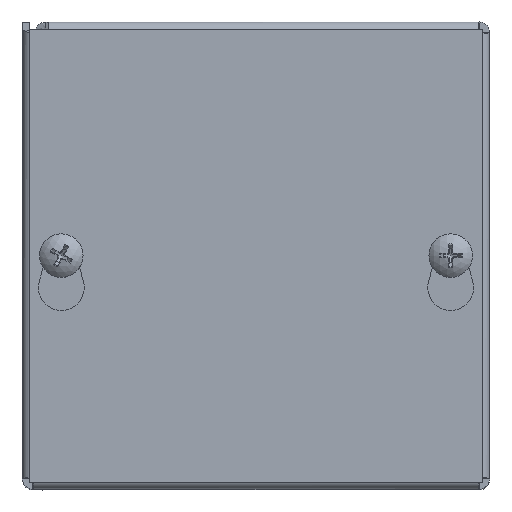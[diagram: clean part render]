
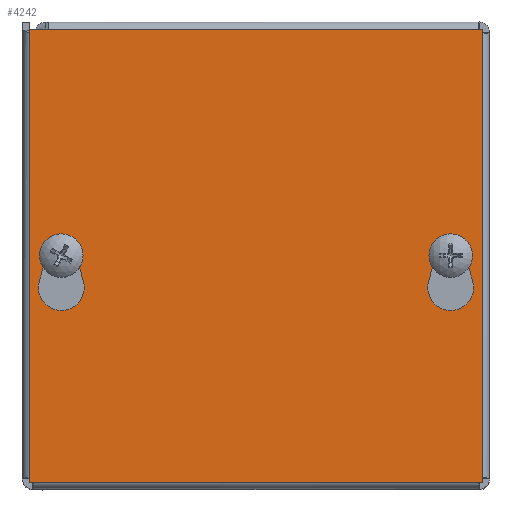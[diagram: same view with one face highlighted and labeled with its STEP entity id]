
A CAD part, top view. The second image highlights one B-rep face of the part: STEP entity #4242.
In plain terms, the highlighted planar face has unit normal (0, 0, 1).
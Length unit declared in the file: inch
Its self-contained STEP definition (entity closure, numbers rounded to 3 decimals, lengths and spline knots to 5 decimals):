
#566=LINE($,#7771,#901);
#570=LINE($,#7781,#905);
#573=LINE($,#7789,#908);
#577=LINE($,#7801,#912);
#579=LINE($,#7809,#914);
#583=LINE($,#7817,#918);
#586=LINE($,#7823,#921);
#589=LINE($,#7828,#924);
#901=VECTOR($,#5415,0.26996);
#905=VECTOR($,#5427,0.26996);
#908=VECTOR($,#5432,0.26996);
#912=VECTOR($,#5444,0.26996);
#914=VECTOR($,#5454,4.);
#918=VECTOR($,#5460,4.);
#921=VECTOR($,#5465,4.);
#924=VECTOR($,#5470,4.);
#1028=PLANE($,#4550);
#1106=FACE_BOUND($,#1620,.T.);
#1107=FACE_BOUND($,#1621,.T.);
#1108=FACE_BOUND($,#1622,.T.);
#1620=EDGE_LOOP($,(#3620,#3621,#3622,#3623));
#1621=EDGE_LOOP($,(#3624,#3625,#3626,#3627));
#1622=EDGE_LOOP($,(#3628,#3629,#3630,#3631));
#1733=CIRCLE($,#4532,0.203);
#1735=CIRCLE($,#4536,0.125);
#1737=CIRCLE($,#4541,0.125);
#1739=CIRCLE($,#4545,0.203);
#2057=VERTEX_POINT($,#7762);
#2058=VERTEX_POINT($,#7764);
#2060=VERTEX_POINT($,#7770);
#2062=VERTEX_POINT($,#7776);
#2065=VERTEX_POINT($,#7786);
#2066=VERTEX_POINT($,#7788);
#2068=VERTEX_POINT($,#7794);
#2070=VERTEX_POINT($,#7800);
#2071=VERTEX_POINT($,#7807);
#2072=VERTEX_POINT($,#7808);
#2075=VERTEX_POINT($,#7816);
#2077=VERTEX_POINT($,#7822);
#2575=EDGE_CURVE($,#2058,#2057,#1733,.T.);
#2578=EDGE_CURVE($,#2060,#2058,#566,.T.);
#2581=EDGE_CURVE($,#2062,#2060,#1735,.T.);
#2584=EDGE_CURVE($,#2057,#2062,#570,.T.);
#2587=EDGE_CURVE($,#2066,#2065,#573,.T.);
#2590=EDGE_CURVE($,#2068,#2066,#1737,.T.);
#2593=EDGE_CURVE($,#2070,#2068,#577,.T.);
#2596=EDGE_CURVE($,#2065,#2070,#1739,.T.);
#2597=EDGE_CURVE($,#2071,#2072,#579,.T.);
#2601=EDGE_CURVE($,#2072,#2075,#583,.T.);
#2604=EDGE_CURVE($,#2075,#2077,#586,.T.);
#2607=EDGE_CURVE($,#2077,#2071,#589,.T.);
#3620=ORIENTED_EDGE($,*,*,#2575,.T.);
#3621=ORIENTED_EDGE($,*,*,#2584,.T.);
#3622=ORIENTED_EDGE($,*,*,#2581,.T.);
#3623=ORIENTED_EDGE($,*,*,#2578,.T.);
#3624=ORIENTED_EDGE($,*,*,#2587,.T.);
#3625=ORIENTED_EDGE($,*,*,#2596,.T.);
#3626=ORIENTED_EDGE($,*,*,#2593,.T.);
#3627=ORIENTED_EDGE($,*,*,#2590,.T.);
#3628=ORIENTED_EDGE($,*,*,#2597,.F.);
#3629=ORIENTED_EDGE($,*,*,#2607,.F.);
#3630=ORIENTED_EDGE($,*,*,#2604,.F.);
#3631=ORIENTED_EDGE($,*,*,#2601,.F.);
#4242=ADVANCED_FACE($,(#1106,#1107,#1108),#1028,.T.);
#4532=AXIS2_PLACEMENT_3D($,#7765,#5409,#5410);
#4536=AXIS2_PLACEMENT_3D($,#7777,#5421,#5422);
#4541=AXIS2_PLACEMENT_3D($,#7795,#5438,#5439);
#4545=AXIS2_PLACEMENT_3D($,#7805,#5450,#5451);
#4550=AXIS2_PLACEMENT_3D($,#7830,#5472,#5473);
#5409=DIRECTION('center_axis',(0.,0.,-1.));
#5410=DIRECTION('ref_axis',(-0.961,0.278,0.));
#5415=DIRECTION($,(0.278,-0.961,0.));
#5421=DIRECTION('center_axis',(0.,0.,-1.));
#5422=DIRECTION('ref_axis',(0.961,0.278,0.));
#5427=DIRECTION($,(0.278,0.961,0.));
#5432=DIRECTION($,(0.278,-0.961,0.));
#5438=DIRECTION('center_axis',(0.,0.,-1.));
#5439=DIRECTION('ref_axis',(0.961,0.278,0.));
#5444=DIRECTION($,(0.278,0.961,0.));
#5450=DIRECTION('center_axis',(0.,0.,-1.));
#5451=DIRECTION('ref_axis',(-0.961,0.278,0.));
#5454=DIRECTION($,(0.,-1.,0.));
#5460=DIRECTION($,(-1.,0.,0.));
#5465=DIRECTION($,(0.,1.,0.));
#5470=DIRECTION($,(1.,0.,0.));
#5472=DIRECTION('center_axis',(0.,0.,1.));
#5473=DIRECTION('ref_axis',(1.,0.,0.));
#7762=CARTESIAN_POINT('',(1.52373,-0.22465,0.062));
#7764=CARTESIAN_POINT('',(1.91377,-0.22465,0.062));
#7765=CARTESIAN_POINT('Origin',(1.71875,-0.281,0.062));
#7770=CARTESIAN_POINT('',(1.83884,0.0347,0.062));
#7771=CARTESIAN_POINT($,(1.81009,0.13419,0.062));
#7776=CARTESIAN_POINT('',(1.59866,0.0347,0.062));
#7777=CARTESIAN_POINT('Origin',(1.71875,0.,0.062));
#7781=CARTESIAN_POINT($,(1.53245,-0.19447,0.062));
#7786=CARTESIAN_POINT('',(-1.52373,-0.22465,0.062));
#7788=CARTESIAN_POINT('',(-1.59866,0.0347,0.062));
#7789=CARTESIAN_POINT($,(-1.49498,-0.32415,0.062));
#7794=CARTESIAN_POINT('',(-1.83884,0.0347,0.062));
#7795=CARTESIAN_POINT('Origin',(-1.71875,0.,0.062));
#7800=CARTESIAN_POINT('',(-1.91377,-0.22465,0.062));
#7801=CARTESIAN_POINT($,(-1.77262,0.26387,0.062));
#7805=CARTESIAN_POINT('Origin',(-1.71875,-0.281,0.062));
#7807=CARTESIAN_POINT('',(2.,2.,0.062));
#7808=CARTESIAN_POINT('',(2.,-2.,0.062));
#7809=CARTESIAN_POINT($,(2.,2.,0.062));
#7816=CARTESIAN_POINT('',(-2.,-2.,0.062));
#7817=CARTESIAN_POINT($,(2.,-2.,0.062));
#7822=CARTESIAN_POINT('',(-2.,2.,0.062));
#7823=CARTESIAN_POINT($,(-2.,-2.,0.062));
#7828=CARTESIAN_POINT($,(-2.,2.,0.062));
#7830=CARTESIAN_POINT('Origin',(0.,0.,
0.062));
